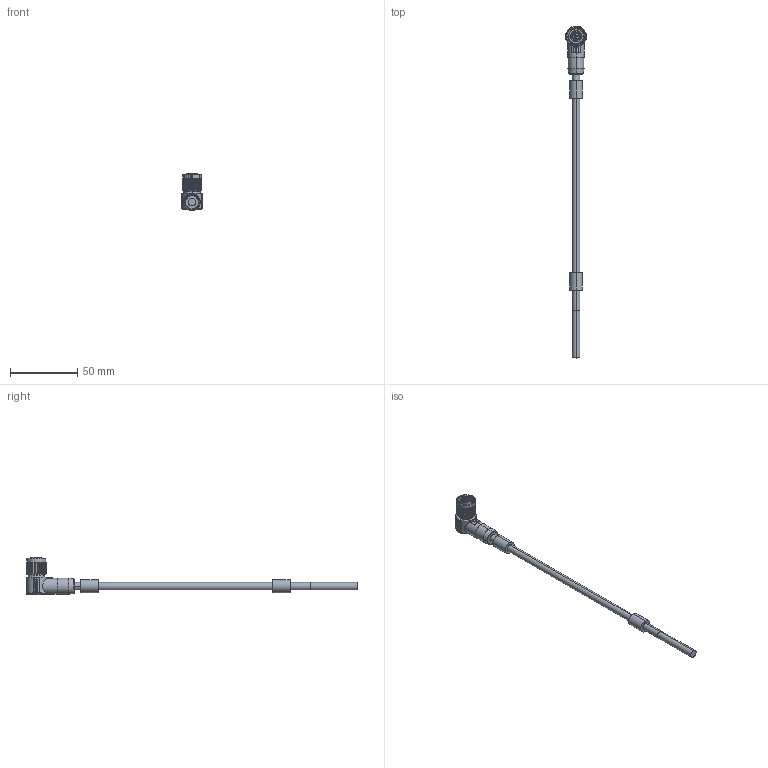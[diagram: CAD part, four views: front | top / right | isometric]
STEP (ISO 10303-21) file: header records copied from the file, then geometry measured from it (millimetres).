
FILE_DESCRIPTION((''),'2;1');
FILE_NAME('KC-0802ZEPC1XXX_SW0001','2012-03-27T',('bthumm'),(''),'PRO/ENGINEER BY PARAMETRIC TECHNOLOGY CORPORATION, 2011220','PRO/ENGINEER BY PARAMETRIC TECHNOLOGY CORPORATION, 2011220','');
FILE_SCHEMA(('AUTOMOTIVE_DESIGN { 1 0 10303 214 1 1 1 1 }'));
Length unit declared in the file: millimetre
Products named in the file (1): KC-0802ZEPC1XXX_SW0001
Bounding box: 15.4 x 246.9 x 27.7 mm (x, y, z)
Volume: 12664.5 mm3; surface area: 7675.1 mm2
Topology: 1 solids, 1 shells, 745 faces, 1952 edges, 1286 vertices
Faces by surface type: plane 424, cylinder 153, extrusion 64, bspline 47, cone 29, torus 26, sphere 2
Entity records: 27347 total; most frequent: CARTESIAN_POINT 9213, ORIENTED_EDGE 3904, DIRECTION 3343, EDGE_CURVE 1952, VECTOR 1345, VERTEX_POINT 1286, LINE 1281, AXIS2_PLACEMENT_3D 999
